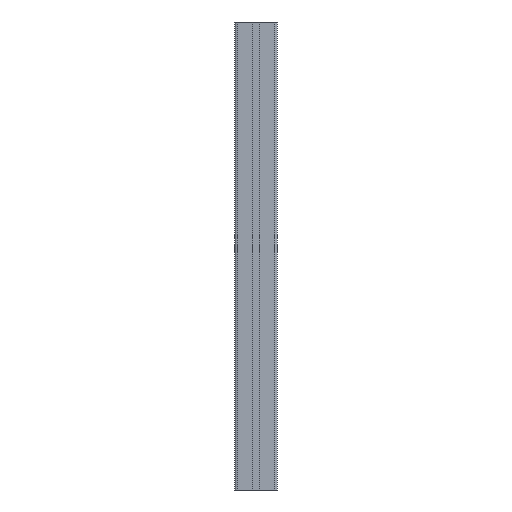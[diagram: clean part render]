
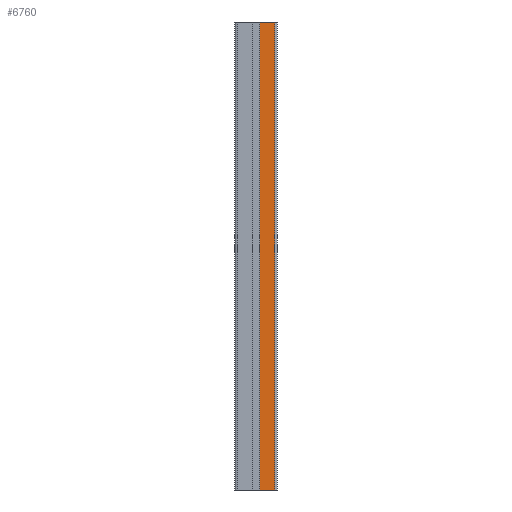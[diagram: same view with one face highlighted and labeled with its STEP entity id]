
A CAD part, front view. The second image highlights one B-rep face of the part: STEP entity #6760.
In plain terms, the highlighted planar face has unit normal (0, -1, 0).
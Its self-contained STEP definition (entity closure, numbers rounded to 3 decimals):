
#628=FACE_OUTER_BOUND('',#958,.T.);
#958=EDGE_LOOP('',(#5487,#5488,#5489,#5490));
#1756=LINE('',#10994,#2556);
#1757=LINE('',#10997,#2557);
#1758=LINE('',#10999,#2558);
#1759=LINE('',#11000,#2559);
#2556=VECTOR('',#9032,1000.);
#2557=VECTOR('',#9035,32.5);
#2558=VECTOR('',#9036,32.5);
#2559=VECTOR('',#9037,1000.);
#3225=VERTEX_POINT('',#10990);
#3226=VERTEX_POINT('',#10992);
#3227=VERTEX_POINT('',#10996);
#3228=VERTEX_POINT('',#10998);
#4192=EDGE_CURVE('',#3225,#3226,#1756,.T.);
#4193=EDGE_CURVE('',#3227,#3225,#1757,.T.);
#4194=EDGE_CURVE('',#3228,#3226,#1758,.T.);
#4195=EDGE_CURVE('',#3227,#3228,#1759,.T.);
#5487=ORIENTED_EDGE('',*,*,#4193,.T.);
#5488=ORIENTED_EDGE('',*,*,#4192,.T.);
#5489=ORIENTED_EDGE('',*,*,#4194,.F.);
#5490=ORIENTED_EDGE('',*,*,#4195,.F.);
#6432=PLANE('',#7272);
#6760=ADVANCED_FACE('',(#628),#6432,.T.);
#7272=AXIS2_PLACEMENT_3D('',#10995,#9033,#9034);
#9032=DIRECTION('',(0.,0.,1.));
#9033=DIRECTION('center_axis',(0.,-1.,0.));
#9034=DIRECTION('ref_axis',(1.,0.,0.));
#9035=DIRECTION('',(1.,0.,0.));
#9036=DIRECTION('',(1.,0.,0.));
#9037=DIRECTION('',(0.,0.,1.));
#10990=CARTESIAN_POINT('',(-5.,-5.,0.));
#10992=CARTESIAN_POINT('',(-5.,-5.,1000.));
#10994=CARTESIAN_POINT('',(-5.,-5.,0.));
#10995=CARTESIAN_POINT('Origin',(-37.5,-5.,0.));
#10996=CARTESIAN_POINT('',(-37.5,-5.,0.));
#10997=CARTESIAN_POINT('',(-37.5,-5.,0.));
#10998=CARTESIAN_POINT('',(-37.5,-5.,1000.));
#10999=CARTESIAN_POINT('',(-37.5,-5.,1000.));
#11000=CARTESIAN_POINT('',(-37.5,-5.,0.));
